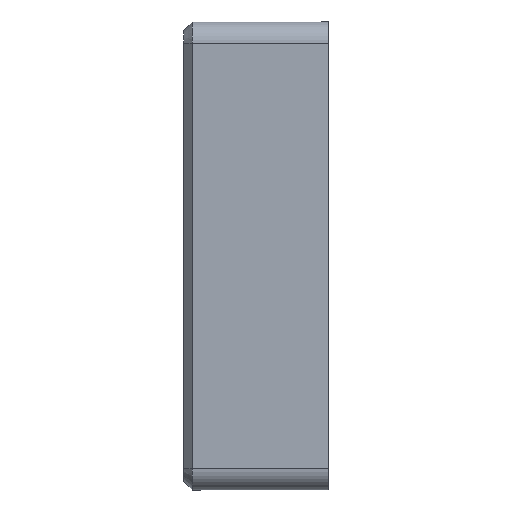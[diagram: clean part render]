
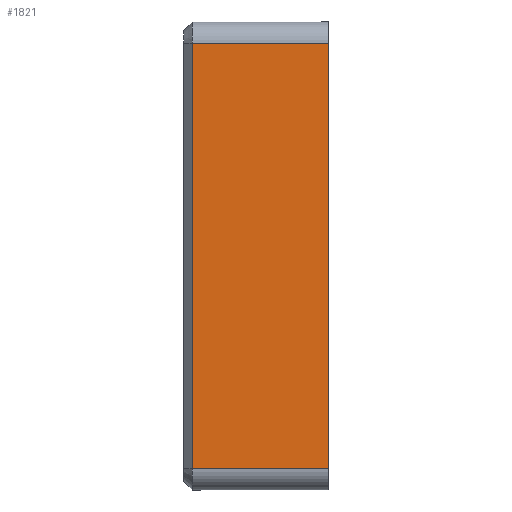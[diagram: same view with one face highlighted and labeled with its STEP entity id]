
A CAD part, left-side view. The second image highlights one B-rep face of the part: STEP entity #1821.
In plain terms, the highlighted planar face has unit normal (-1, 0, 0).
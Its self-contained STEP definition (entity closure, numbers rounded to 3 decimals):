
#82=PLANE('',#2074);
#184=FACE_OUTER_BOUND('',#314,.T.);
#314=EDGE_LOOP('',(#1566,#1567,#1568,#1569));
#418=LINE('',#3197,#544);
#436=LINE('',#3260,#562);
#445=LINE('',#3289,#571);
#447=LINE('',#3292,#573);
#544=VECTOR('',#2544,10.);
#562=VECTOR('',#2596,10.);
#571=VECTOR('',#2629,10.);
#573=VECTOR('',#2633,10.);
#854=VERTEX_POINT('',#3194);
#855=VERTEX_POINT('',#3196);
#880=VERTEX_POINT('',#3250);
#882=VERTEX_POINT('',#3256);
#1082=EDGE_CURVE('',#855,#854,#418,.T.);
#1114=EDGE_CURVE('',#880,#882,#436,.T.);
#1129=EDGE_CURVE('',#882,#854,#445,.T.);
#1131=EDGE_CURVE('',#855,#880,#447,.T.);
#1566=ORIENTED_EDGE('',*,*,#1114,.F.);
#1567=ORIENTED_EDGE('',*,*,#1131,.F.);
#1568=ORIENTED_EDGE('',*,*,#1082,.T.);
#1569=ORIENTED_EDGE('',*,*,#1129,.F.);
#1821=ADVANCED_FACE('',(#184),#82,.T.);
#2074=AXIS2_PLACEMENT_3D('',#3291,#2631,#2632);
#2544=DIRECTION('',(0.,0.,1.));
#2596=DIRECTION('',(0.,0.,1.));
#2629=DIRECTION('',(0.,-1.,0.));
#2631=DIRECTION('center_axis',(-1.,0.,0.));
#2632=DIRECTION('ref_axis',(0.,0.,
1.));
#2633=DIRECTION('',(0.,1.,0.));
#3194=CARTESIAN_POINT('',(-44.,28.242,5.467));
#3196=CARTESIAN_POINT('',(-44.,28.242,-94.533));
#3197=CARTESIAN_POINT('',(-44.,28.242,-99.533));
#3250=CARTESIAN_POINT('',(-44.,60.242,-94.533));
#3256=CARTESIAN_POINT('',(-44.,60.242,5.467));
#3260=CARTESIAN_POINT('',(-44.,60.242,-72.033));
#3289=CARTESIAN_POINT('',(-44.,28.242,5.467));
#3291=CARTESIAN_POINT('Origin',(-44.,28.242,-99.533));
#3292=CARTESIAN_POINT('',(-44.,28.242,-94.533));
